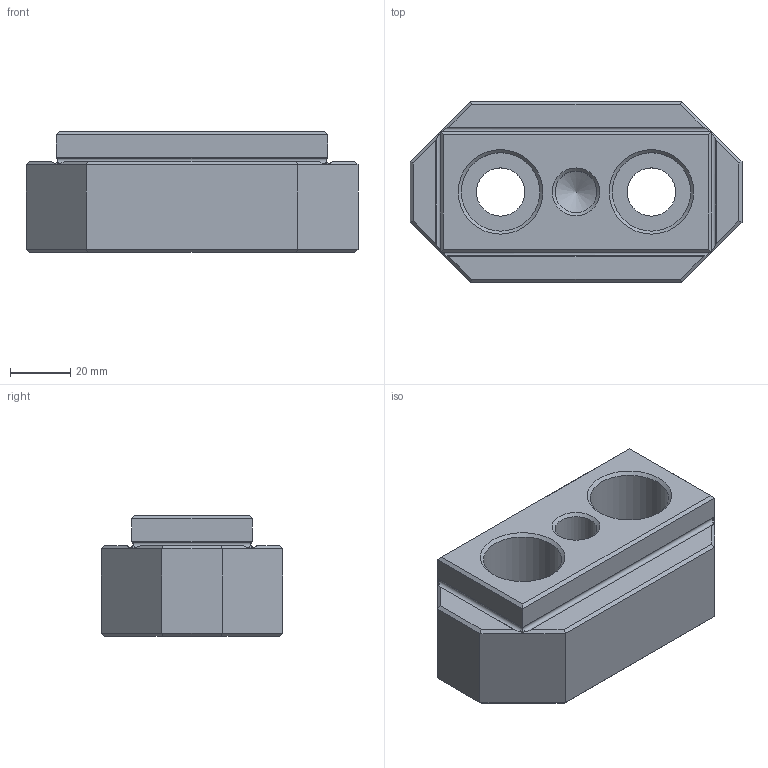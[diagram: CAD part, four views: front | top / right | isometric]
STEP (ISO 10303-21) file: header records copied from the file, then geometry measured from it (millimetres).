
FILE_DESCRIPTION( ( 'Unknown' ), '1' );
FILE_NAME( 'SU12-1630.stp', 'Unknown', ( 'Unknown' ), ( 'Unknown' ), 'XStep 1.0', 'Unknown', ' ' );
FILE_SCHEMA( ( 'CONFIG_CONTROL_DESIGN' ) );
Length unit declared in the file: millimetre
Products named in the file (1): 1
Bounding box: 110 x 60 x 40 mm (x, y, z)
Volume: 172401.8 mm3; surface area: 28752 mm2
Topology: 1 solids, 1 shells, 75 faces, 170 edges, 99 vertices
Faces by surface type: plane 60, cylinder 9, cone 6
Full cylindrical faces by diameter (mm): 13.835 x1, 16 x2, 26 x2
Entity records: 1992 total; most frequent: DIRECTION 334, CARTESIAN_POINT 327, ORIENTED_EDGE 310, EDGE_CURVE 155, LINE 128, VECTOR 128, AXIS2_PLACEMENT_3D 103, VERTEX_POINT 96
